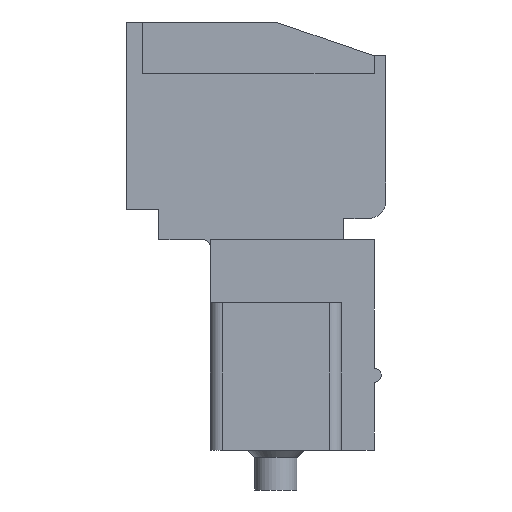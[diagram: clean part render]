
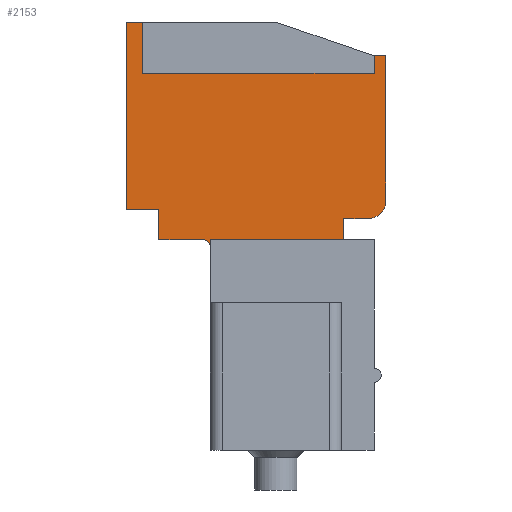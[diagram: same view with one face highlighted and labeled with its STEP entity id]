
A CAD part, left-side view. The second image highlights one B-rep face of the part: STEP entity #2153.
In plain terms, the highlighted planar face has unit normal (-1, 0, 0).
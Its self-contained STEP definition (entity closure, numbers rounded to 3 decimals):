
#2153 = ADVANCED_FACE( '', ( #4295 ), #4296, .T. );
#4295 = FACE_OUTER_BOUND( '', #6400, .T. );
#4296 = PLANE( '', #6401 );
#6400 = EDGE_LOOP( '', ( #12320, #12321, #12322, #12323, #12324, #12325, #12326, #12327, #12328, #12329, #12330, #12331, #12332, #12333, #12334, #12335 ) );
#6401 = AXIS2_PLACEMENT_3D( '', #12336, #12337, #12338 );
#12320 = ORIENTED_EDGE( '', *, *, #14930, .F. );
#12321 = ORIENTED_EDGE( '', *, *, #13109, .F. );
#12322 = ORIENTED_EDGE( '', *, *, #13706, .T. );
#12323 = ORIENTED_EDGE( '', *, *, #13804, .T. );
#12324 = ORIENTED_EDGE( '', *, *, #14324, .T. );
#12325 = ORIENTED_EDGE( '', *, *, #14968, .T. );
#12326 = ORIENTED_EDGE( '', *, *, #14921, .T. );
#12327 = ORIENTED_EDGE( '', *, *, #14870, .T. );
#12328 = ORIENTED_EDGE( '', *, *, #13248, .T. );
#12329 = ORIENTED_EDGE( '', *, *, #14985, .T. );
#12330 = ORIENTED_EDGE( '', *, *, #14780, .T. );
#12331 = ORIENTED_EDGE( '', *, *, #12973, .T. );
#12332 = ORIENTED_EDGE( '', *, *, #14260, .T. );
#12333 = ORIENTED_EDGE( '', *, *, #12817, .F. );
#12334 = ORIENTED_EDGE( '', *, *, #15008, .T. );
#12335 = ORIENTED_EDGE( '', *, *, #13744, .T. );
#12336 = CARTESIAN_POINT( '', ( -9.525, 0., 0. ) );
#12337 = DIRECTION( '', ( -1., 0., 0. ) );
#12338 = DIRECTION( '', ( 0., 0., 1. ) );
#12817 = EDGE_CURVE( '', #15369, #15371, #15372, .F. );
#12973 = EDGE_CURVE( '', #15650, #15648, #15651, .T. );
#13109 = EDGE_CURVE( '', #15887, #15889, #15890, .T. );
#13248 = EDGE_CURVE( '', #16133, #16134, #16135, .F. );
#13706 = EDGE_CURVE( '', #15887, #16864, #16866, .T. );
#13744 = EDGE_CURVE( '', #16928, #16926, #16929, .T. );
#13804 = EDGE_CURVE( '', #16864, #17022, #17023, .T. );
#14260 = EDGE_CURVE( '', #15648, #15371, #17673, .T. );
#14324 = EDGE_CURVE( '', #17022, #17759, #17760, .T. );
#14780 = EDGE_CURVE( '', #18344, #15650, #18345, .T. );
#14870 = EDGE_CURVE( '', #18445, #16133, #18446, .T. );
#14921 = EDGE_CURVE( '', #18498, #18445, #18499, .T. );
#14930 = EDGE_CURVE( '', #15889, #16926, #18509, .T. );
#14968 = EDGE_CURVE( '', #17759, #18498, #18548, .T. );
#14985 = EDGE_CURVE( '', #16134, #18344, #18566, .T. );
#15008 = EDGE_CURVE( '', #15369, #16928, #18589, .T. );
#15369 = VERTEX_POINT( '', #19092 );
#15371 = VERTEX_POINT( '', #19095 );
#15372 = CIRCLE( '', #19096, 0.75 );
#15648 = VERTEX_POINT( '', #19485 );
#15650 = VERTEX_POINT( '', #19488 );
#15651 = LINE( '', #19489, #19490 );
#15887 = VERTEX_POINT( '', #19846 );
#15889 = VERTEX_POINT( '', #19849 );
#15890 = LINE( '', #19850, #19851 );
#16133 = VERTEX_POINT( '', #20206 );
#16134 = VERTEX_POINT( '', #20207 );
#16135 = CIRCLE( '', #20208, 0.3 );
#16864 = VERTEX_POINT( '', #21291 );
#16866 = LINE( '', #21294, #21295 );
#16926 = VERTEX_POINT( '', #21386 );
#16928 = VERTEX_POINT( '', #21389 );
#16929 = LINE( '', #21390, #21391 );
#17022 = VERTEX_POINT( '', #21528 );
#17023 = LINE( '', #21529, #21530 );
#17673 = LINE( '', #22486, #22487 );
#17759 = VERTEX_POINT( '', #22610 );
#17760 = LINE( '', #22611, #22612 );
#18344 = VERTEX_POINT( '', #23455 );
#18345 = LINE( '', #23456, #23457 );
#18445 = VERTEX_POINT( '', #23632 );
#18446 = LINE( '', #23633, #23634 );
#18498 = VERTEX_POINT( '', #23704 );
#18499 = LINE( '', #23705, #23706 );
#18509 = LINE( '', #23723, #23724 );
#18548 = LINE( '', #23770, #23771 );
#18566 = LINE( '', #23794, #23795 );
#18589 = LINE( '', #23827, #23828 );
#19092 = CARTESIAN_POINT( '', ( -9.525, -4.6, 0.35 ) );
#19095 = CARTESIAN_POINT( '', ( -9.525, -3.85, -0.4 ) );
#19096 = AXIS2_PLACEMENT_3D( '', #24031, #24032, #24033 );
#19485 = CARTESIAN_POINT( '', ( -9.525, -2.8, -0.4 ) );
#19488 = CARTESIAN_POINT( '', ( -9.525, -2.8, -1.3 ) );
#19489 = CARTESIAN_POINT( '', ( -9.525, -2.8, -0.4 ) );
#19490 = VECTOR( '', #24202, 1000. );
#19846 = CARTESIAN_POINT( '', ( -9.525, 5.8, 5.8 ) );
#19849 = CARTESIAN_POINT( '', ( -9.525, -4.1, 5.8 ) );
#19850 = CARTESIAN_POINT( '', ( -9.525, 5.8, 5.8 ) );
#19851 = VECTOR( '', #24327, 1000. );
#20206 = CARTESIAN_POINT( '', ( -9.525, 3.2, -1.3 ) );
#20207 = CARTESIAN_POINT( '', ( -9.525, 2.9, -1.6 ) );
#20208 = AXIS2_PLACEMENT_3D( '', #24466, #24467, #24468 );
#21291 = CARTESIAN_POINT( '', ( -9.525, 5.8, 8. ) );
#21294 = CARTESIAN_POINT( '', ( -9.525, 5.8, 5.8 ) );
#21295 = VECTOR( '', #24889, 1000. );
#21386 = CARTESIAN_POINT( '', ( -9.525, -4.1, 6.55 ) );
#21389 = CARTESIAN_POINT( '', ( -9.525, -4.6, 6.55 ) );
#21390 = CARTESIAN_POINT( '', ( -9.525, -4.6, 6.55 ) );
#21391 = VECTOR( '', #24925, 1000. );
#21528 = CARTESIAN_POINT( '', ( -9.525, 6.5, 8. ) );
#21529 = CARTESIAN_POINT( '', ( -9.525, -4.6, 8. ) );
#21530 = VECTOR( '', #24976, 1000. );
#22486 = CARTESIAN_POINT( '', ( -9.525, -4.6, -0.4 ) );
#22487 = VECTOR( '', #25403, 1000. );
#22610 = CARTESIAN_POINT( '', ( -9.525, 6.5, 0. ) );
#22611 = CARTESIAN_POINT( '', ( -9.525, 6.5, 8. ) );
#22612 = VECTOR( '', #25459, 1000. );
#23455 = CARTESIAN_POINT( '', ( -9.525, 2.9, -1.3 ) );
#23456 = CARTESIAN_POINT( '', ( -9.525, 2.9, -1.3 ) );
#23457 = VECTOR( '', #25827, 1000. );
#23632 = CARTESIAN_POINT( '', ( -9.525, 5.1, -1.3 ) );
#23633 = CARTESIAN_POINT( '', ( -9.525, 2.9, -1.3 ) );
#23634 = VECTOR( '', #25891, 1000. );
#23704 = CARTESIAN_POINT( '', ( -9.525, 5.1, 0. ) );
#23705 = CARTESIAN_POINT( '', ( -9.525, 5.1, -1.3 ) );
#23706 = VECTOR( '', #25916, 1000. );
#23723 = CARTESIAN_POINT( '', ( -9.525, -4.1, 5.8 ) );
#23724 = VECTOR( '', #25924, 1000. );
#23770 = CARTESIAN_POINT( '', ( -9.525, 5.1, 0. ) );
#23771 = VECTOR( '', #25938, 1000. );
#23794 = CARTESIAN_POINT( '', ( -9.525, 2.9, -1.6 ) );
#23795 = VECTOR( '', #25947, 1000. );
#23827 = CARTESIAN_POINT( '', ( -9.525, -4.6, -1.3 ) );
#23828 = VECTOR( '', #25957, 1000. );
#24031 = CARTESIAN_POINT( '', ( -9.525, -3.85, 0.35 ) );
#24032 = DIRECTION( '', ( -1., 0., 0. ) );
#24033 = DIRECTION( '', ( 0., 0., 1. ) );
#24202 = DIRECTION( '', ( 0., 0., 1. ) );
#24327 = DIRECTION( '', ( 0., -1., 0. ) );
#24466 = CARTESIAN_POINT( '', ( -9.525, 3.2, -1.6 ) );
#24467 = DIRECTION( '', ( -1., 0., 0. ) );
#24468 = DIRECTION( '', ( 0., 0., 1. ) );
#24889 = DIRECTION( '', ( 0., 0., 1. ) );
#24925 = DIRECTION( '', ( 0., 1., 0. ) );
#24976 = DIRECTION( '', ( 0., 1., 0. ) );
#25403 = DIRECTION( '', ( 0., -1., 0. ) );
#25459 = DIRECTION( '', ( 0., 0., -1. ) );
#25827 = DIRECTION( '', ( 0., -1., 0. ) );
#25891 = DIRECTION( '', ( 0., -1., 0. ) );
#25916 = DIRECTION( '', ( 0., 0., -1. ) );
#25924 = DIRECTION( '', ( 0., 0., 1. ) );
#25938 = DIRECTION( '', ( 0., -1., 0. ) );
#25947 = DIRECTION( '', ( 0., 0., 1. ) );
#25957 = DIRECTION( '', ( 0., 0., 1. ) );
